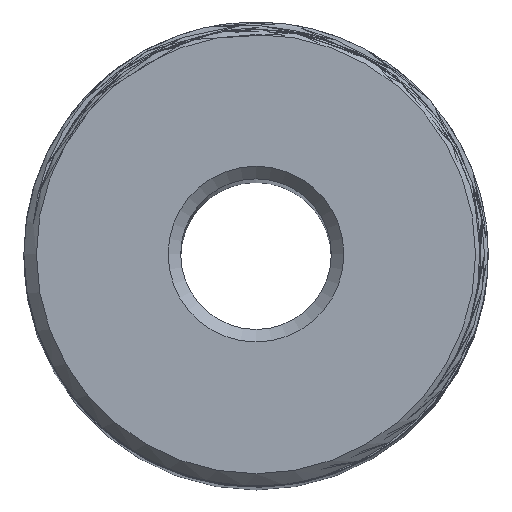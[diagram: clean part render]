
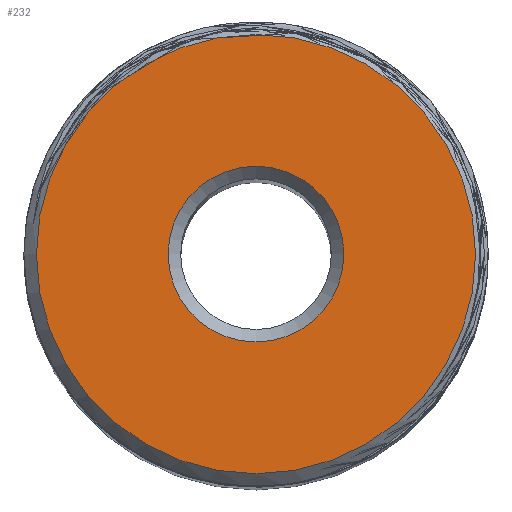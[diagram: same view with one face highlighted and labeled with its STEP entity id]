
A CAD part, top view. The second image highlights one B-rep face of the part: STEP entity #232.
In plain terms, the highlighted planar face has unit normal (0, 0, 1).
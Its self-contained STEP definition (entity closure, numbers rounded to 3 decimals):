
#232 = ADVANCED_FACE ( 'NONE', ( #3021, #983 ), #3354, .T. ) ;
#255 = CIRCLE ( 'NONE', #1050, 7. ) ;
#348 = CARTESIAN_POINT ( 'NONE',  ( 0., 0., 170.2 ) ) ;
#580 = DIRECTION ( 'NONE',  ( 0., 0., -1. ) ) ;
#685 = CARTESIAN_POINT ( 'NONE',  ( 0., 0., 170.2 ) ) ;
#914 = DIRECTION ( 'NONE',  ( 1., 0., 0. ) ) ;
#939 = CARTESIAN_POINT ( 'NONE',  ( 17.5, 0., 170.2 ) ) ;
#983 = FACE_BOUND ( 'NONE', #1322, .T. ) ;
#1050 = AXIS2_PLACEMENT_3D ( 'NONE', #3209, #580, #914 ) ;
#1227 = CIRCLE ( 'NONE', #3724, 17.5 ) ;
#1301 = AXIS2_PLACEMENT_3D ( 'NONE', #685, #4086, #2375 ) ;
#1322 = EDGE_LOOP ( 'NONE', ( #1751 ) ) ;
#1595 = VERTEX_POINT ( 'NONE', #2626 ) ;
#1730 = DIRECTION ( 'NONE',  ( 0., 0., 1. ) ) ;
#1751 = ORIENTED_EDGE ( 'NONE', *, *, #2297, .T. ) ;
#1831 = EDGE_CURVE ( 'NONE', #2671, #2671, #1227, .T. ) ;
#2001 = EDGE_LOOP ( 'NONE', ( #3506 ) ) ;
#2297 = EDGE_CURVE ( 'NONE', #1595, #1595, #255, .T. ) ;
#2375 = DIRECTION ( 'NONE',  ( 1., 0., 0. ) ) ;
#2626 = CARTESIAN_POINT ( 'NONE',  ( 7., 0., 170.2 ) ) ;
#2671 = VERTEX_POINT ( 'NONE', #939 ) ;
#3021 = FACE_OUTER_BOUND ( 'NONE', #2001, .T. ) ;
#3209 = CARTESIAN_POINT ( 'NONE',  ( 0., 0., 170.2 ) ) ;
#3354 = PLANE ( 'NONE',  #1301 ) ;
#3506 = ORIENTED_EDGE ( 'NONE', *, *, #1831, .T. ) ;
#3724 = AXIS2_PLACEMENT_3D ( 'NONE', #348, #1730, #4154 ) ;
#4086 = DIRECTION ( 'NONE',  ( 0., 0., 1. ) ) ;
#4154 = DIRECTION ( 'NONE',  ( 1., 0., 0. ) ) ;
